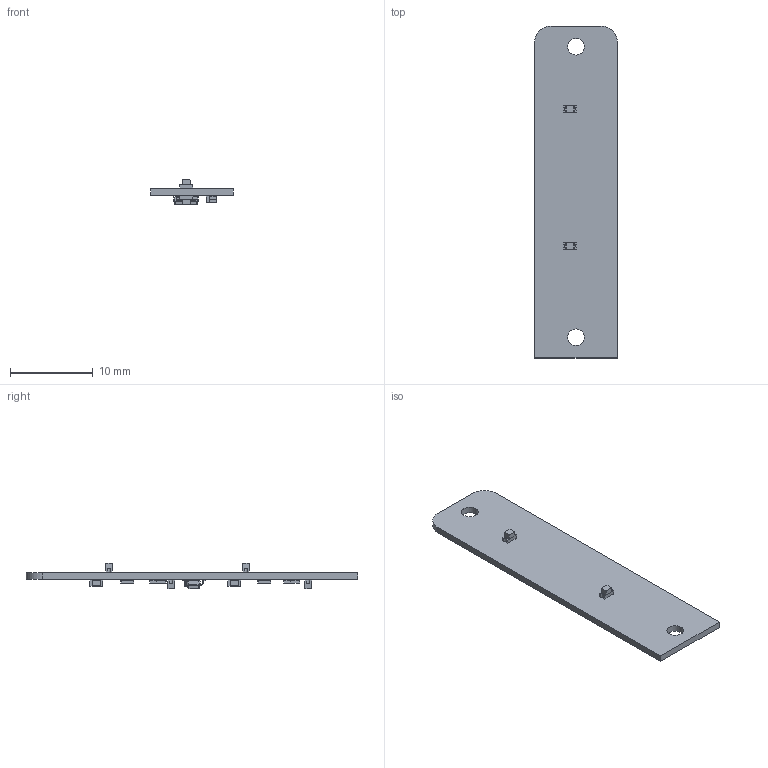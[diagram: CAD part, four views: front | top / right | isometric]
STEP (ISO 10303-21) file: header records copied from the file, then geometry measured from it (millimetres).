
FILE_DESCRIPTION(('KiCad electronic assembly'),'2;1');
FILE_NAME('robotrace_sensorV4_left_sens_only.step','2022-12-06T20:30:10' ,('An Author'),('A Company'),'Open CASCADE STEP processor 6.9', 'KiCad to STEP converter','Unknown');
FILE_SCHEMA(('AUTOMOTIVE_DESIGN { 1 0 10303 214 1 1 1 1 }'));
Length unit declared in the file: millimetre
Products named in the file (10): Open CASCADE STEP translator 6.9 1; C_0603_1608Metric; SOLID; R_0603_1608Metric; LED_0603_1608Metric_Castellated; TSOP-5_1.65x3.05mm_P0.95mm; COMPOUND
Assembly tree (19 placements, depth 3):
  Open CASCADE STEP translator 6.9 1
    C_0603_1608Metric  x3
      SOLID
    R_0603_1608Metric  x6
      SOLID
    LED_0603_1608Metric_Castellated  x4
      SOLID
    TSOP-5_1.65x3.05mm_P0.95mm
      SOLID
    COMPOUND
Bounding box: 10 x 40 x 3.1 mm (x, y, z)
Volume: 328.3 mm3; surface area: 970.1 mm2
Topology: 15 solids, 15 shells, 513 faces, 1332 edges, 860 vertices
Faces by surface type: plane 319, cylinder 165, bspline 29
Full cylindrical faces by diameter (mm): 0.1 x1, 2 x2
Entity records: 15824 total; most frequent: CARTESIAN_POINT 3348, DIRECTION 1994, LINE 1304, VECTOR 1304, ORIENTED_EDGE 1090, PCURVE 1090, DEFINITIONAL_REPRESENTATION 1090, EDGE_CURVE 545
